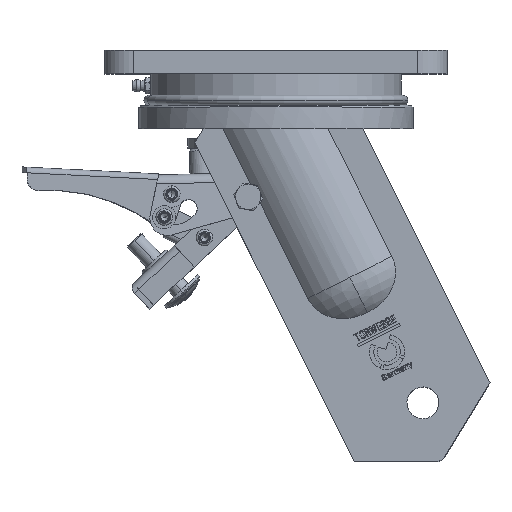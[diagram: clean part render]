
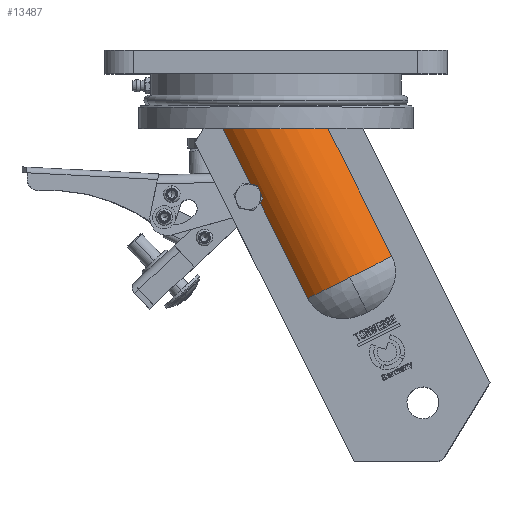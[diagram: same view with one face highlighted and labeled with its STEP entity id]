
A CAD part, top view. The second image highlights one B-rep face of the part: STEP entity #13487.
In plain terms, the highlighted cylindrical face has radius 33.8 mm (diameter 67.6 mm), a partial arc.
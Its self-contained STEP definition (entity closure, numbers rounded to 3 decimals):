
#907 = ORIENTED_EDGE ( 'NONE', *, *, #34577, .T. ) ;
#988 = CARTESIAN_POINT ( 'NONE',  ( -11.421, -40., 69.652 ) ) ;
#1214 = CARTESIAN_POINT ( 'NONE',  ( -11.207, -71.809, 55.5 ) ) ;
#1235 = CARTESIAN_POINT ( 'NONE',  ( -10.876, -72.153, 55.643 ) ) ;
#1958 = CARTESIAN_POINT ( 'NONE',  ( 16.268, -126.759, 55.5 ) ) ;
#3333 = CIRCLE ( 'NONE', #9084, 33.8 ) ;
#3673 = CARTESIAN_POINT ( 'NONE',  ( 26.554, -40., 55.5 ) ) ;
#3920 = CARTESIAN_POINT ( 'NONE',  ( -9.95, -74.143, 55.581 ) ) ;
#4294 = EDGE_CURVE ( 'NONE', #21791, #24642, #34459, .T. ) ;
#5737 = ORIENTED_EDGE ( 'NONE', *, *, #4294, .T. ) ;
#5890 = CARTESIAN_POINT ( 'NONE',  ( 48.915, -138.387, 31.7 ) ) ;
#5899 = CIRCLE ( 'NONE', #35323, 33.8 ) ;
#6301 = DIRECTION ( 'NONE',  ( -0.894, -0.447, 0. ) ) ;
#6527 = CARTESIAN_POINT ( 'NONE',  ( 37.735, -116.026, 65.5 ) ) ;
#6620 = CARTESIAN_POINT ( 'NONE',  ( -9.999, -73.907, 55.643 ) ) ;
#6689 = DIRECTION ( 'NONE',  ( -0.447, 0.894, 0. ) ) ;
#7025 =( BOUNDED_CURVE ( )  B_SPLINE_CURVE ( 3, ( #8523, #988, #31032, #3673 ),
 .UNSPECIFIED., .F., .F. ) 
 B_SPLINE_CURVE_WITH_KNOTS ( ( 4, 4 ),
 ( 0.781, 2.36 ),
 .UNSPECIFIED. ) 
 CURVE ( )  GEOMETRIC_REPRESENTATION_ITEM ( )  RATIONAL_B_SPLINE_CURVE ( ( 1., 0.803, 0.803, 1. ) ) 
 REPRESENTATION_ITEM ( '' )  );
#7155 = CARTESIAN_POINT ( 'NONE',  ( -11.207, -71.809, 55.5 ) ) ;
#7596 = DIRECTION ( 'NONE',  ( -0.447, 0.894, 0. ) ) ;
#7893 = EDGE_LOOP ( 'NONE', ( #30028, #14275, #30573, #5737, #19962, #13212, #907 ) ) ;
#8523 = CARTESIAN_POINT ( 'NONE',  ( -27.111, -40., 55.5 ) ) ;
#8555 = VECTOR ( 'NONE', #7596, 1000. ) ;
#8701 = VECTOR ( 'NONE', #8727, 1000. ) ;
#8727 = DIRECTION ( 'NONE',  ( -0.447, 0.894, 0. ) ) ;
#9084 = AXIS2_PLACEMENT_3D ( 'NONE', #28446, #25402, #6301 ) ;
#10543 = CARTESIAN_POINT ( 'NONE',  ( -27.111, -40., 55.5 ) ) ;
#10991 = CARTESIAN_POINT ( 'NONE',  ( 16.268, -126.759, 55.5 ) ) ;
#11206 = VERTEX_POINT ( 'NONE', #1958 ) ;
#12088 = CARTESIAN_POINT ( 'NONE',  ( 37.735, -116.026, 31.7 ) ) ;
#12555 = CARTESIAN_POINT ( 'NONE',  ( -10.139, -73.435, 55.728 ) ) ;
#13212 = ORIENTED_EDGE ( 'NONE', *, *, #24430, .T. ) ;
#13487 = ADVANCED_FACE ( 'NONE', ( #19558 ), #20101, .T. ) ;
#14275 = ORIENTED_EDGE ( 'NONE', *, *, #34100, .F. ) ;
#14511 = LINE ( 'NONE', #19190, #8701 ) ;
#14786 = CARTESIAN_POINT ( 'NONE',  ( 26.554, -40., 55.5 ) ) ;
#14903 = CARTESIAN_POINT ( 'NONE',  ( -9.922, -74.378, 55.5 ) ) ;
#17413 = VERTEX_POINT ( 'NONE', #14786 ) ;
#18743 = LINE ( 'NONE', #10991, #8555 ) ;
#19190 = CARTESIAN_POINT ( 'NONE',  ( 16.268, -126.759, 55.5 ) ) ;
#19558 = FACE_OUTER_BOUND ( 'NONE', #7893, .T. ) ;
#19962 = ORIENTED_EDGE ( 'NONE', *, *, #27530, .F. ) ;
#20064 = AXIS2_PLACEMENT_3D ( 'NONE', #5890, #22991, #22630 ) ;
#20101 = CYLINDRICAL_SURFACE ( 'NONE', #20064, 33.8 ) ;
#21791 = VERTEX_POINT ( 'NONE', #1214 ) ;
#21980 = VERTEX_POINT ( 'NONE', #10543 ) ;
#22630 = DIRECTION ( 'NONE',  ( -0.894, -0.447, 0. ) ) ;
#22991 = DIRECTION ( 'NONE',  ( -0.447, 0.894, 0. ) ) ;
#23346 = CARTESIAN_POINT ( 'NONE',  ( 59.201, -105.293, 55.5 ) ) ;
#23540 = CARTESIAN_POINT ( 'NONE',  ( -11.035, -71.973, 55.581 ) ) ;
#24269 = LINE ( 'NONE', #34710, #25387 ) ;
#24430 = EDGE_CURVE ( 'NONE', #11206, #31802, #3333, .T. ) ;
#24642 = VERTEX_POINT ( 'NONE', #25870 ) ;
#25387 = VECTOR ( 'NONE', #32546, 1000. ) ;
#25402 = DIRECTION ( 'NONE',  ( -0.447, 0.894, 0. ) ) ;
#25870 = CARTESIAN_POINT ( 'NONE',  ( -9.922, -74.378, 55.5 ) ) ;
#26139 = EDGE_CURVE ( 'NONE', #21791, #21980, #14511, .T. ) ;
#27530 = EDGE_CURVE ( 'NONE', #11206, #24642, #18743, .T. ) ;
#28446 = CARTESIAN_POINT ( 'NONE',  ( 37.735, -116.026, 31.7 ) ) ;
#30028 = ORIENTED_EDGE ( 'NONE', *, *, #31310, .F. ) ;
#30573 = ORIENTED_EDGE ( 'NONE', *, *, #26139, .F. ) ;
#31032 = CARTESIAN_POINT ( 'NONE',  ( 10.863, -40., 69.652 ) ) ;
#31280 = CARTESIAN_POINT ( 'NONE',  ( -10.452, -72.76, 55.749 ) ) ;
#31310 = EDGE_CURVE ( 'NONE', #17413, #33092, #24269, .T. ) ;
#31458 = CARTESIAN_POINT ( 'NONE',  ( -10.584, -72.545, 55.727 ) ) ;
#31698 = DIRECTION ( 'NONE',  ( -0.894, -0.447, 0. ) ) ;
#31802 = VERTEX_POINT ( 'NONE', #6527 ) ;
#32546 = DIRECTION ( 'NONE',  ( 0.447, -0.894, 0. ) ) ;
#33092 = VERTEX_POINT ( 'NONE', #23346 ) ;
#34100 = EDGE_CURVE ( 'NONE', #21980, #17413, #7025, .T. ) ;
#34345 = CARTESIAN_POINT ( 'NONE',  ( -10.231, -73.202, 55.75 ) ) ;
#34459 = B_SPLINE_CURVE_WITH_KNOTS ( 'NONE', 3,
 ( #7155, #23540, #1235, #31458, #31280, #34345, #12555, #6620, #3920, #14903 ),
 .UNSPECIFIED., .F., .F.,
 ( 4, 2, 2, 2, 4 ),
 ( 0., 0.001, 0.001, 0.002, 0.003 ),
 .UNSPECIFIED. ) ;
#34577 = EDGE_CURVE ( 'NONE', #31802, #33092, #5899, .T. ) ;
#34710 = CARTESIAN_POINT ( 'NONE',  ( 59.201, -105.293, 55.5 ) ) ;
#35323 = AXIS2_PLACEMENT_3D ( 'NONE', #12088, #6689, #31698 ) ;
